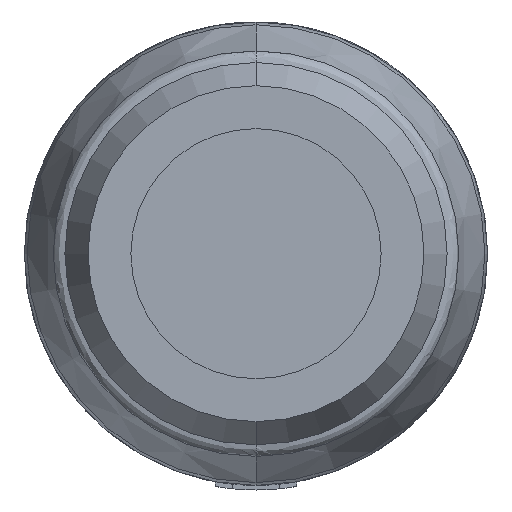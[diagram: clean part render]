
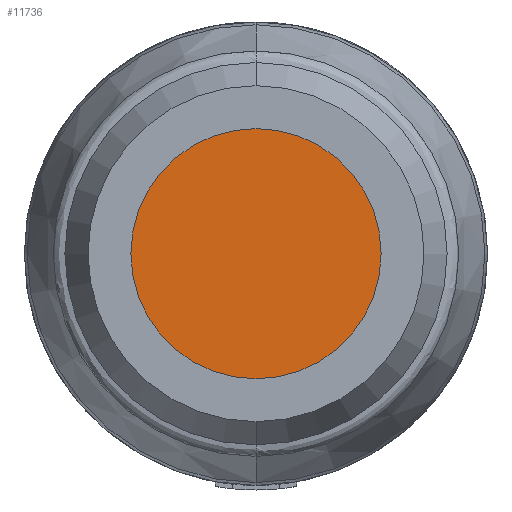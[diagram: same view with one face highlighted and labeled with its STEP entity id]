
A CAD part, front view. The second image highlights one B-rep face of the part: STEP entity #11736.
In plain terms, the highlighted planar face has unit normal (0, -1, 0).
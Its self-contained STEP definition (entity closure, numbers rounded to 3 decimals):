
#229 = EDGE_CURVE ( 'NONE', #2387, #9647, #1777, .T. ) ;
#825 = DIRECTION ( 'NONE',  ( 0., 1., 0. ) ) ;
#1777 = CIRCLE ( 'NONE', #2907, 5.4 ) ;
#1942 = AXIS2_PLACEMENT_3D ( 'NONE', #10457, #4938, #11355 ) ;
#2387 = VERTEX_POINT ( 'NONE', #3435 ) ;
#2907 = AXIS2_PLACEMENT_3D ( 'NONE', #7325, #825, #6404 ) ;
#3435 = CARTESIAN_POINT ( 'NONE',  ( 0., -35., 5.4 ) ) ;
#4938 = DIRECTION ( 'NONE',  ( 0., 1., 0. ) ) ;
#5279 = DIRECTION ( 'NONE',  ( 0., -1., 0. ) ) ;
#5486 = ORIENTED_EDGE ( 'NONE', *, *, #229, .F. ) ;
#5996 = EDGE_CURVE ( 'NONE', #9647, #2387, #11278, .T. ) ;
#6404 = DIRECTION ( 'NONE',  ( 0., 0., 1. ) ) ;
#7325 = CARTESIAN_POINT ( 'NONE',  ( 0., -35., 0. ) ) ;
#8107 = FACE_OUTER_BOUND ( 'NONE', #10587, .T. ) ;
#8637 = AXIS2_PLACEMENT_3D ( 'NONE', #8923, #5279, #11679 ) ;
#8681 = ORIENTED_EDGE ( 'NONE', *, *, #5996, .F. ) ;
#8923 = CARTESIAN_POINT ( 'NONE',  ( 0., -35., 0. ) ) ;
#9647 = VERTEX_POINT ( 'NONE', #11382 ) ;
#10457 = CARTESIAN_POINT ( 'NONE',  ( 0., -35., 0. ) ) ;
#10587 = EDGE_LOOP ( 'NONE', ( #5486, #8681 ) ) ;
#10784 = PLANE ( 'NONE',  #8637 ) ;
#11278 = CIRCLE ( 'NONE', #1942, 5.4 ) ;
#11355 = DIRECTION ( 'NONE',  ( 0., 0., 1. ) ) ;
#11382 = CARTESIAN_POINT ( 'NONE',  ( 0., -35., -5.4 ) ) ;
#11679 = DIRECTION ( 'NONE',  ( 0., 0., -1. ) ) ;
#11736 = ADVANCED_FACE ( 'NONE', ( #8107 ), #10784, .T. ) ;
